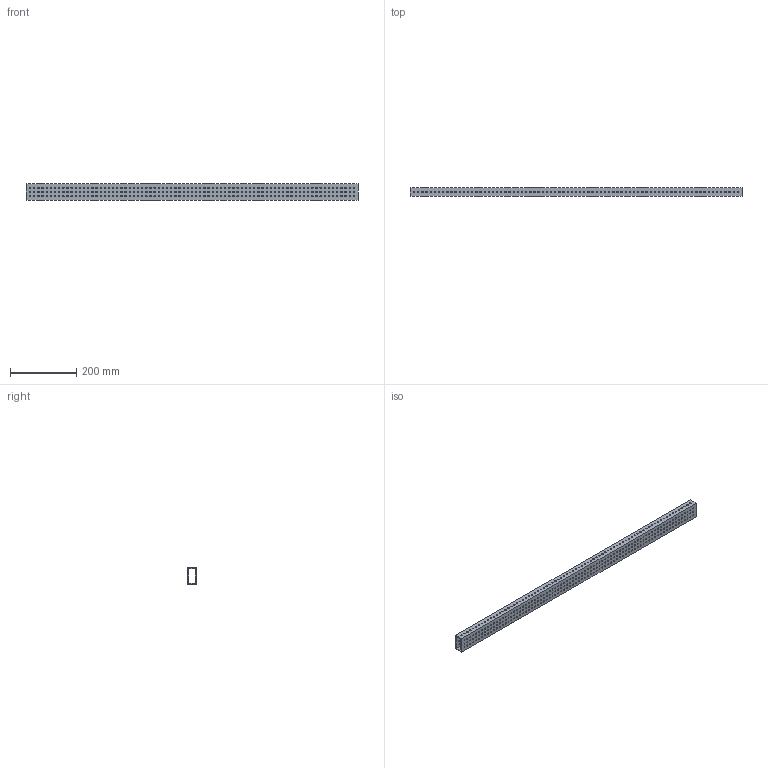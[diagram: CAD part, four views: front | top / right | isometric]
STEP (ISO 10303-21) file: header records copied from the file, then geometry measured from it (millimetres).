
FILE_DESCRIPTION(/* description */ (''),/* implementation_level */ '2;1');
FILE_NAME(/* name */ 'Patterned RHS 12_5 holes 3 thick.stp',/* time_stamp */ '2026-01-02T22:11:01+08:00',/* author */ ('robpl'),/* organization */ (''),/* preprocessor_version */ 'ST-DEVELOPER v20',/* originating_system */ 'Autodesk Inventor 2024',/* authorisation */ '');
FILE_SCHEMA (('AUTOMOTIVE_DESIGN { 1 0 10303 214 3 1 1 }'));
Length unit declared in the file: millimetre
Products named in the file (1): Predrilled RHS 12_5 holes 3 thick
Bounding box: 1000 x 25 x 50 mm (x, y, z)
Volume: 390174.2 mm3; surface area: 284769.9 mm2
Topology: 1 solids, 1 shells, 642 faces, 1920 edges, 1280 vertices
Faces by surface type: cylinder 632, plane 10
Full cylindrical faces by diameter (mm): 4 x632
Entity records: 24983 total; most frequent: DIRECTION 4470, CARTESIAN_POINT 3843, ORIENTED_EDGE 3840, EDGE_CURVE 1920, EDGE_LOOP 1908, AXIS2_PLACEMENT_3D 1907, VERTEX_POINT 1280, FACE_BOUND 1266
